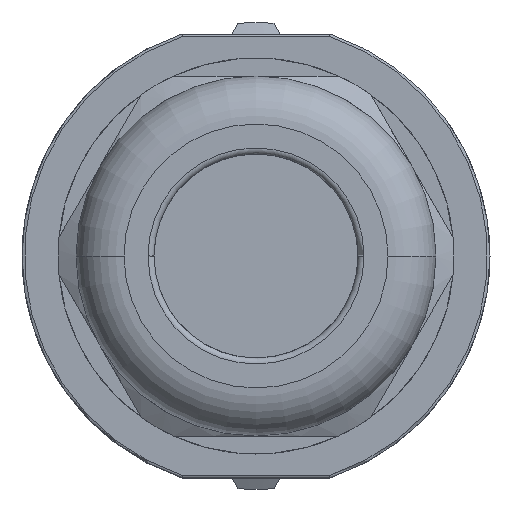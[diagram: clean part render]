
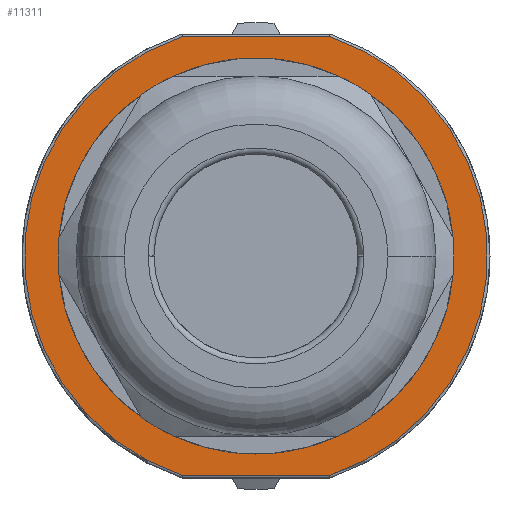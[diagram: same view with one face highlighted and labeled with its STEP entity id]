
A CAD part, left-side view. The second image highlights one B-rep face of the part: STEP entity #11311.
In plain terms, the highlighted planar face has unit normal (-1, 0, 0).
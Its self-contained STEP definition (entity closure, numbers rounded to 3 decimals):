
#1=CARTESIAN_POINT('',(0.,0.,0.));
#2=DIRECTION('',(1.,0.,0.));
#3=DIRECTION('',(0.,0.318,-0.948));
#4=AXIS2_PLACEMENT_3D('',#1,#2,#3);
#6=CARTESIAN_POINT('',(0.,0.,0.));
#7=DIRECTION('',(1.,0.,0.));
#8=DIRECTION('',(0.,-0.318,0.948));
#9=AXIS2_PLACEMENT_3D('',#6,#7,#8);
#11=CARTESIAN_POINT('',(0.,0.,0.));
#12=DIRECTION('',(-1.,0.,0.));
#13=DIRECTION('',(0.,1.,0.));
#14=AXIS2_PLACEMENT_3D('',#11,#12,#13);
#16=CARTESIAN_POINT('',(0.,0.,0.));
#17=DIRECTION('',(-1.,0.,0.));
#18=DIRECTION('',(0.,-1.,0.));
#19=AXIS2_PLACEMENT_3D('',#16,#17,#18);
#65=DIRECTION('',(0.,-1.,0.));
#66=VECTOR('',#65,12.264);
#67=CARTESIAN_POINT('',(0.,6.132,-18.3));
#68=LINE('',#67,#66);
#154=DIRECTION('',(0.,1.,0.));
#155=VECTOR('',#154,12.264);
#156=CARTESIAN_POINT('',(0.,-6.132,18.3));
#157=LINE('',#156,#155);
#5330=CARTESIAN_POINT('',(0.,0.,0.));
#5331=DIRECTION('',(1.,0.,0.));
#5332=DIRECTION('',(0.,-1.,0.));
#5333=AXIS2_PLACEMENT_3D('',#5330,#5331,#5332);
#5345=CARTESIAN_POINT('',(0.,0.,0.));
#5346=DIRECTION('',(1.,0.,0.));
#5347=DIRECTION('',(0.,1.,0.));
#5348=AXIS2_PLACEMENT_3D('',#5345,#5346,#5347);
#9859=CARTESIAN_POINT('',(0.,6.132,
-18.3));
#9860=CARTESIAN_POINT('',(0.,6.132,
18.3));
#9861=VERTEX_POINT('',#9859);
#9862=VERTEX_POINT('',#9860);
#9863=CARTESIAN_POINT('',(0.,-6.132,
18.3));
#9864=CARTESIAN_POINT('',(0.,-6.132,
-18.3));
#9865=VERTEX_POINT('',#9863);
#9866=VERTEX_POINT('',#9864);
#9867=CARTESIAN_POINT('',(0.,15.694,0.));
#9868=CARTESIAN_POINT('',(0.,-15.693,-0.133));
#9869=VERTEX_POINT('',#9867);
#9870=VERTEX_POINT('',#9868);
#9871=CARTESIAN_POINT('',(0.,-15.694,0.));
#9872=CARTESIAN_POINT('',(0.,15.693,0.133));
#9873=VERTEX_POINT('',#9871);
#9874=VERTEX_POINT('',#9872);
#11286=CARTESIAN_POINT('',(0.,0.,0.));
#11287=DIRECTION('',(1.,0.,0.));
#11288=DIRECTION('',(0.,-1.,0.));
#11289=AXIS2_PLACEMENT_3D('',#11286,#11287,#11288);
#11290=PLANE('',#11289);
#11292=ORIENTED_EDGE('',*,*,#11291,.T.);
#11294=ORIENTED_EDGE('',*,*,#11293,.F.);
#11296=ORIENTED_EDGE('',*,*,#11295,.T.);
#11298=ORIENTED_EDGE('',*,*,#11297,.F.);
#11299=EDGE_LOOP('',(#11292,#11294,#11296,#11298));
#11300=FACE_OUTER_BOUND('',#11299,.F.);
#11302=ORIENTED_EDGE('',*,*,#11301,.T.);
#11304=ORIENTED_EDGE('',*,*,#11303,.F.);
#11306=ORIENTED_EDGE('',*,*,#11305,.T.);
#11308=ORIENTED_EDGE('',*,*,#11307,.F.);
#11309=EDGE_LOOP('',(#11302,#11304,#11306,#11308));
#11310=FACE_BOUND('',#11309,.F.);
#5=CIRCLE('',#4,19.3);
#10=CIRCLE('',#9,19.3);
#15=CIRCLE('',#14,15.694);
#20=CIRCLE('',#19,15.694);
#5334=CIRCLE('',#5333,15.694);
#5349=CIRCLE('',#5348,15.694);
#11291=EDGE_CURVE('',#9861,#9862,#5,.T.);
#11293=EDGE_CURVE('',#9865,#9862,#157,.T.);
#11295=EDGE_CURVE('',#9865,#9866,#10,.T.);
#11297=EDGE_CURVE('',#9861,#9866,#68,.T.);
#11301=EDGE_CURVE('',#9869,#9870,#15,.T.);
#11303=EDGE_CURVE('',#9873,#9870,#5334,.T.);
#11305=EDGE_CURVE('',#9873,#9874,#20,.T.);
#11307=EDGE_CURVE('',#9869,#9874,#5349,.T.);
#11311=ADVANCED_FACE('',(#11300,#11310),#11290,.F.);
